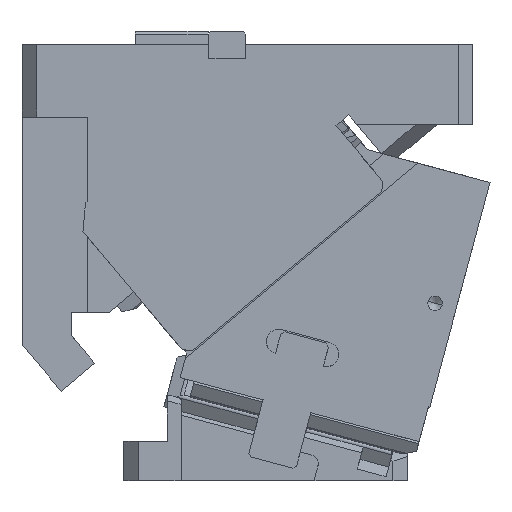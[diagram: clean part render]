
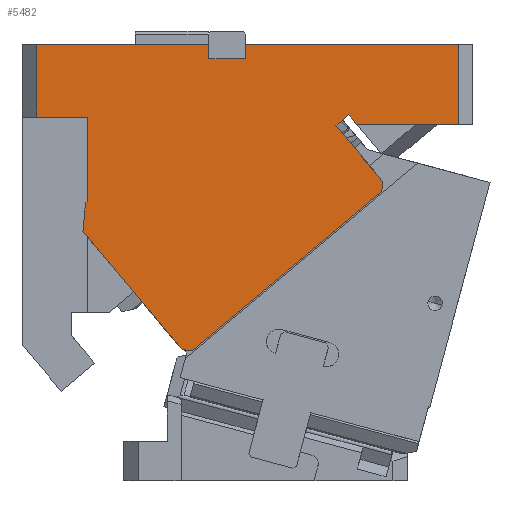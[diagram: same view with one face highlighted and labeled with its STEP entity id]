
A CAD part, front view. The second image highlights one B-rep face of the part: STEP entity #5482.
In plain terms, the highlighted planar face has unit normal (0, -1, 0).
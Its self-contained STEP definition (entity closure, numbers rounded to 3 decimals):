
#542=CARTESIAN_POINT('Vertex',(-300.,-90.,185.)) ;
#545=CARTESIAN_POINT('Line Origine',(-240.75,-90.,185.)) ;
#549=CARTESIAN_POINT('Vertex',(-181.5,-90.,185.)) ;
#827=CARTESIAN_POINT('Vertex',(-300.,-90.,135.)) ;
#830=CARTESIAN_POINT('Line Origine',(-300.,-90.,160.)) ;
#851=CARTESIAN_POINT('Vertex',(-265.,-90.,135.)) ;
#856=CARTESIAN_POINT('Line Origine',(-282.5,-90.,135.)) ;
#973=CARTESIAN_POINT('Vertex',(-265.,-90.,77.185)) ;
#976=CARTESIAN_POINT('Line Origine',(-265.,-90.,106.093)) ;
#1574=CARTESIAN_POINT('Line Origine',(-265.678,-90.,76.616)) ;
#1578=CARTESIAN_POINT('Vertex',(-266.357,-90.,76.047)) ;
#1649=CARTESIAN_POINT('Vertex',(-199.947,-90.,-24.878)) ;
#1652=CARTESIAN_POINT('Line Origine',(-234.015,-90.,15.723)) ;
#1656=CARTESIAN_POINT('Vertex',(-268.082,-90.,56.323)) ;
#1872=CARTESIAN_POINT('Vertex',(-79.919,-90.,130.)) ;
#1875=CARTESIAN_POINT('Line Origine',(-82.654,-90.,133.259)) ;
#1879=CARTESIAN_POINT('Vertex',(-85.389,-90.,136.519)) ;
#2396=CARTESIAN_POINT('Line Origine',(-267.22,-90.,66.185)) ;
#2418=CARTESIAN_POINT('Line Origine',(-196.425,-90.,-25.186)) ;
#2422=CARTESIAN_POINT('Vertex',(-192.903,-90.,-25.494)) ;
#2808=CARTESIAN_POINT('Vertex',(-94.198,-90.,129.126)) ;
#2811=CARTESIAN_POINT('Line Origine',(-78.129,-90.,109.975)) ;
#2815=CARTESIAN_POINT('Vertex',(-62.059,-90.,90.824)) ;
#3228=CARTESIAN_POINT('Vertex',(-62.675,-90.,83.78)) ;
#3238=CARTESIAN_POINT('Line Origine',(-62.367,-90.,87.302)) ;
#3577=CARTESIAN_POINT('Vertex',(-10.,-90.,130.)) ;
#3591=CARTESIAN_POINT('Vertex',(-10.,-90.,185.)) ;
#3594=CARTESIAN_POINT('Line Origine',(-10.,-90.,157.5)) ;
#4317=CARTESIAN_POINT('Vertex',(-156.5,-90.,175.)) ;
#4320=CARTESIAN_POINT('Line Origine',(-156.5,-90.,180.)) ;
#4324=CARTESIAN_POINT('Vertex',(-156.5,-90.,185.)) ;
#4350=CARTESIAN_POINT('Vertex',(-181.5,-90.,175.)) ;
#4353=CARTESIAN_POINT('Line Origine',(-169.,-90.,175.)) ;
#4660=CARTESIAN_POINT('Line Origine',(-127.789,-90.,29.143)) ;
#4918=CARTESIAN_POINT('Line Origine',(-89.794,-90.,132.823)) ;
#5180=CARTESIAN_POINT('Line Origine',(-44.96,-90.,130.)) ;
#5217=CARTESIAN_POINT('Line Origine',(-83.25,-90.,185.)) ;
#5451=CARTESIAN_POINT('Axis2P3D Location',(0.,-90.,135.)) ;
#5456=CARTESIAN_POINT('Line Origine',(-181.5,-90.,180.)) ;
#546=DIRECTION('Vector Direction',(-1.,0.,0.)) ;
#831=DIRECTION('Vector Direction',(0.,0.,-1.)) ;
#857=DIRECTION('Vector Direction',(1.,0.,0.)) ;
#977=DIRECTION('Vector Direction',(0.,0.,1.)) ;
#1575=DIRECTION('Vector Direction',(-0.766,0.,-0.643)) ;
#1653=DIRECTION('Vector Direction',(-0.643,0.,0.766)) ;
#1876=DIRECTION('Vector Direction',(0.643,0.,-0.766)) ;
#2397=DIRECTION('Vector Direction',(0.087,0.,0.996)) ;
#2419=DIRECTION('Vector Direction',(-0.996,0.,0.087)) ;
#2812=DIRECTION('Vector Direction',(-0.643,0.,0.766)) ;
#3239=DIRECTION('Vector Direction',(0.087,0.,0.996)) ;
#3595=DIRECTION('Vector Direction',(0.,0.,1.)) ;
#4321=DIRECTION('Vector Direction',(0.,0.,1.)) ;
#4354=DIRECTION('Vector Direction',(1.,0.,0.)) ;
#4661=DIRECTION('Vector Direction',(0.766,0.,0.643)) ;
#4919=DIRECTION('Vector Direction',(0.766,0.,0.643)) ;
#5181=DIRECTION('Vector Direction',(1.,0.,0.)) ;
#5218=DIRECTION('Vector Direction',(-1.,0.,0.)) ;
#5452=DIRECTION('Axis2P3D Direction',(0.,1.,0.)) ;
#5453=DIRECTION('Axis2P3D XDirection',(-1.,0.,0.)) ;
#5457=DIRECTION('Vector Direction',(0.,0.,1.)) ;
#5454=AXIS2_PLACEMENT_3D('Plane Axis2P3D',#5451,#5452,#5453) ;
#5462=ORIENTED_EDGE('',*,*,#4922,.T.) ;
#5463=ORIENTED_EDGE('',*,*,#1881,.T.) ;
#5464=ORIENTED_EDGE('',*,*,#5184,.T.) ;
#5465=ORIENTED_EDGE('',*,*,#3598,.T.) ;
#5466=ORIENTED_EDGE('',*,*,#5221,.T.) ;
#5467=ORIENTED_EDGE('',*,*,#4326,.F.) ;
#5468=ORIENTED_EDGE('',*,*,#4357,.F.) ;
#5469=ORIENTED_EDGE('',*,*,#5460,.T.) ;
#5470=ORIENTED_EDGE('',*,*,#551,.T.) ;
#5471=ORIENTED_EDGE('',*,*,#834,.T.) ;
#5472=ORIENTED_EDGE('',*,*,#860,.T.) ;
#5473=ORIENTED_EDGE('',*,*,#980,.F.) ;
#5474=ORIENTED_EDGE('',*,*,#1580,.T.) ;
#5475=ORIENTED_EDGE('',*,*,#2400,.F.) ;
#5476=ORIENTED_EDGE('',*,*,#1658,.F.) ;
#5477=ORIENTED_EDGE('',*,*,#2424,.F.) ;
#5478=ORIENTED_EDGE('',*,*,#4664,.T.) ;
#5479=ORIENTED_EDGE('',*,*,#3242,.T.) ;
#5480=ORIENTED_EDGE('',*,*,#2817,.T.) ;
#547=VECTOR('Line Direction',#546,1.) ;
#832=VECTOR('Line Direction',#831,1.) ;
#858=VECTOR('Line Direction',#857,1.) ;
#978=VECTOR('Line Direction',#977,1.) ;
#1576=VECTOR('Line Direction',#1575,1.) ;
#1654=VECTOR('Line Direction',#1653,1.) ;
#1877=VECTOR('Line Direction',#1876,1.) ;
#2398=VECTOR('Line Direction',#2397,1.) ;
#2420=VECTOR('Line Direction',#2419,1.) ;
#2813=VECTOR('Line Direction',#2812,1.) ;
#3240=VECTOR('Line Direction',#3239,1.) ;
#3596=VECTOR('Line Direction',#3595,1.) ;
#4322=VECTOR('Line Direction',#4321,1.) ;
#4355=VECTOR('Line Direction',#4354,1.) ;
#4662=VECTOR('Line Direction',#4661,1.) ;
#4920=VECTOR('Line Direction',#4919,1.) ;
#5182=VECTOR('Line Direction',#5181,1.) ;
#5219=VECTOR('Line Direction',#5218,1.) ;
#5458=VECTOR('Line Direction',#5457,1.) ;
#5482=ADVANCED_FACE('CAM HOLDER',(#5481),#5455,.F.) ;
#551=EDGE_CURVE('',#550,#543,#548,.T.) ;
#834=EDGE_CURVE('',#543,#828,#833,.T.) ;
#860=EDGE_CURVE('',#828,#852,#859,.T.) ;
#980=EDGE_CURVE('',#974,#852,#979,.T.) ;
#1580=EDGE_CURVE('',#974,#1579,#1577,.T.) ;
#1658=EDGE_CURVE('',#1650,#1657,#1655,.T.) ;
#1881=EDGE_CURVE('',#1880,#1873,#1878,.T.) ;
#2400=EDGE_CURVE('',#1657,#1579,#2399,.T.) ;
#2424=EDGE_CURVE('',#2423,#1650,#2421,.T.) ;
#2817=EDGE_CURVE('',#2816,#2809,#2814,.T.) ;
#3242=EDGE_CURVE('',#3229,#2816,#3241,.T.) ;
#3598=EDGE_CURVE('',#3578,#3592,#3597,.T.) ;
#4326=EDGE_CURVE('',#4318,#4325,#4323,.T.) ;
#4357=EDGE_CURVE('',#4351,#4318,#4356,.T.) ;
#4664=EDGE_CURVE('',#2423,#3229,#4663,.T.) ;
#4922=EDGE_CURVE('',#2809,#1880,#4921,.T.) ;
#5184=EDGE_CURVE('',#1873,#3578,#5183,.T.) ;
#5221=EDGE_CURVE('',#3592,#4325,#5220,.T.) ;
#5460=EDGE_CURVE('',#4351,#550,#5459,.T.) ;
#5461=EDGE_LOOP('',(#5462,#5463,#5464,#5465,#5466,#5467,#5468,#5469,#5470,#5471,#5472,#5473,#5474,#5475,#5476,#5477,#5478,#5479,#5480)) ;
#5481=FACE_OUTER_BOUND('',#5461,.T.) ;
#548=LINE('Line',#545,#547) ;
#833=LINE('Line',#830,#832) ;
#859=LINE('Line',#856,#858) ;
#979=LINE('Line',#976,#978) ;
#1577=LINE('Line',#1574,#1576) ;
#1655=LINE('Line',#1652,#1654) ;
#1878=LINE('Line',#1875,#1877) ;
#2399=LINE('Line',#2396,#2398) ;
#2421=LINE('Line',#2418,#2420) ;
#2814=LINE('Line',#2811,#2813) ;
#3241=LINE('Line',#3238,#3240) ;
#3597=LINE('Line',#3594,#3596) ;
#4323=LINE('Line',#4320,#4322) ;
#4356=LINE('Line',#4353,#4355) ;
#4663=LINE('Line',#4660,#4662) ;
#4921=LINE('Line',#4918,#4920) ;
#5183=LINE('Line',#5180,#5182) ;
#5220=LINE('Line',#5217,#5219) ;
#5459=LINE('Line',#5456,#5458) ;
#5455=PLANE('Plane',#5454) ;
#543=VERTEX_POINT('',#542) ;
#550=VERTEX_POINT('',#549) ;
#828=VERTEX_POINT('',#827) ;
#852=VERTEX_POINT('',#851) ;
#974=VERTEX_POINT('',#973) ;
#1579=VERTEX_POINT('',#1578) ;
#1650=VERTEX_POINT('',#1649) ;
#1657=VERTEX_POINT('',#1656) ;
#1873=VERTEX_POINT('',#1872) ;
#1880=VERTEX_POINT('',#1879) ;
#2423=VERTEX_POINT('',#2422) ;
#2809=VERTEX_POINT('',#2808) ;
#2816=VERTEX_POINT('',#2815) ;
#3229=VERTEX_POINT('',#3228) ;
#3578=VERTEX_POINT('',#3577) ;
#3592=VERTEX_POINT('',#3591) ;
#4318=VERTEX_POINT('',#4317) ;
#4325=VERTEX_POINT('',#4324) ;
#4351=VERTEX_POINT('',#4350) ;
